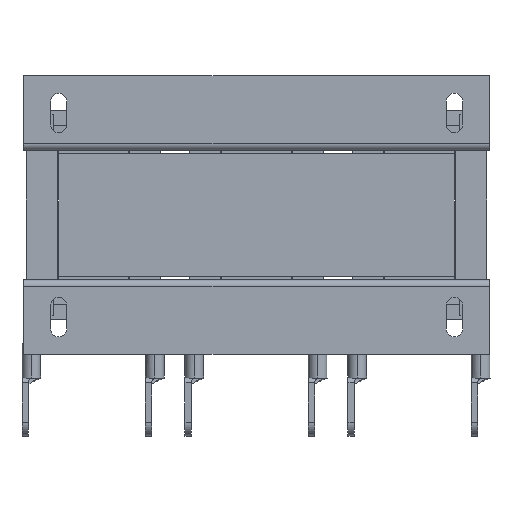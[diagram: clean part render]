
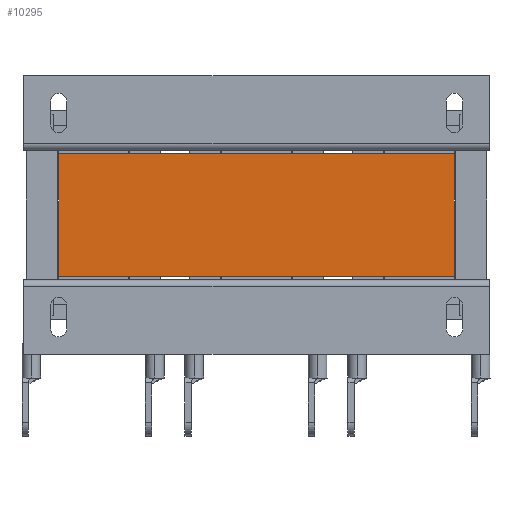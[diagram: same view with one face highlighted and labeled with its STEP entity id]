
A CAD part, front view. The second image highlights one B-rep face of the part: STEP entity #10295.
In plain terms, the highlighted planar face has unit normal (0, -1, 0).
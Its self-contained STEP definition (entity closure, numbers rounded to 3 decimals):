
#607 = CARTESIAN_POINT ( 'NONE',  ( -85., -15., 52.7 ) ) ;
#1486 = PLANE ( 'NONE',  #10661 ) ;
#1623 = DIRECTION ( 'NONE',  ( 0., 0., 1. ) ) ;
#3585 = EDGE_CURVE ( 'NONE', #8648, #11417, #11362, .T. ) ;
#4457 = CARTESIAN_POINT ( 'NONE',  ( 85., -15., 52.7 ) ) ;
#5239 = VECTOR ( 'NONE', #10535, 1000. ) ;
#5713 = ORIENTED_EDGE ( 'NONE', *, *, #15360, .F. ) ;
#6089 = EDGE_CURVE ( 'NONE', #24245, #8919, #14751, .T. ) ;
#6279 = DIRECTION ( 'NONE',  ( 0., 0., -1. ) ) ;
#6563 = CARTESIAN_POINT ( 'NONE',  ( -85., -15., 0. ) ) ;
#7625 = ORIENTED_EDGE ( 'NONE', *, *, #3585, .F. ) ;
#8298 = EDGE_CURVE ( 'NONE', #8648, #24245, #22533, .T. ) ;
#8648 = VERTEX_POINT ( 'NONE', #607 ) ;
#8919 = VERTEX_POINT ( 'NONE', #9964 ) ;
#9541 = DIRECTION ( 'NONE',  ( 1., 0., 0. ) ) ;
#9964 = CARTESIAN_POINT ( 'NONE',  ( 85., -15., 0. ) ) ;
#10295 = ADVANCED_FACE ( 'NONE', ( #11771 ), #1486, .F. ) ;
#10535 = DIRECTION ( 'NONE',  ( 0., 0., -1. ) ) ;
#10661 = AXIS2_PLACEMENT_3D ( 'NONE', #13596, #23369, #1623 ) ;
#11362 = LINE ( 'NONE', #19474, #22696 ) ;
#11417 = VERTEX_POINT ( 'NONE', #13604 ) ;
#11596 = VECTOR ( 'NONE', #6279, 1000. ) ;
#11771 = FACE_OUTER_BOUND ( 'NONE', #22985, .T. ) ;
#13596 = CARTESIAN_POINT ( 'NONE',  ( -85., -15., 52.7 ) ) ;
#13604 = CARTESIAN_POINT ( 'NONE',  ( 85., -15., 52.7 ) ) ;
#14751 = LINE ( 'NONE', #6563, #21040 ) ;
#14787 = CARTESIAN_POINT ( 'NONE',  ( -85., -15., 0. ) ) ;
#15360 = EDGE_CURVE ( 'NONE', #11417, #8919, #19985, .T. ) ;
#16306 = DIRECTION ( 'NONE',  ( 1., 0., 0. ) ) ;
#19474 = CARTESIAN_POINT ( 'NONE',  ( -85., -15., 52.7 ) ) ;
#19985 = LINE ( 'NONE', #4457, #11596 ) ;
#20990 = ORIENTED_EDGE ( 'NONE', *, *, #8298, .T. ) ;
#21040 = VECTOR ( 'NONE', #16306, 1000. ) ;
#22533 = LINE ( 'NONE', #22914, #5239 ) ;
#22696 = VECTOR ( 'NONE', #9541, 1000. ) ;
#22914 = CARTESIAN_POINT ( 'NONE',  ( -85., -15., 52.7 ) ) ;
#22985 = EDGE_LOOP ( 'NONE', ( #25544, #5713, #7625, #20990 ) ) ;
#23369 = DIRECTION ( 'NONE',  ( 0., 1., 0. ) ) ;
#24245 = VERTEX_POINT ( 'NONE', #14787 ) ;
#25544 = ORIENTED_EDGE ( 'NONE', *, *, #6089, .T. ) ;
